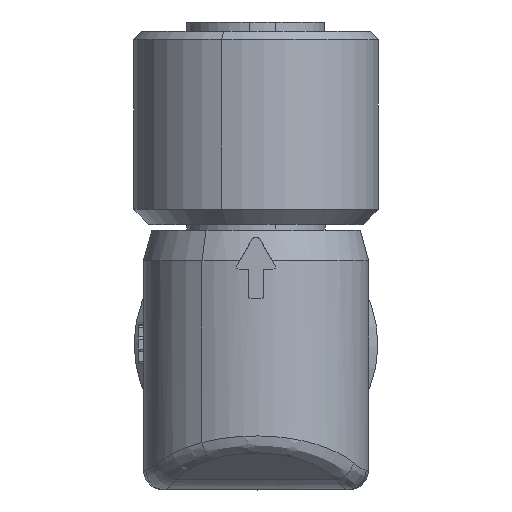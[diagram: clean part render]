
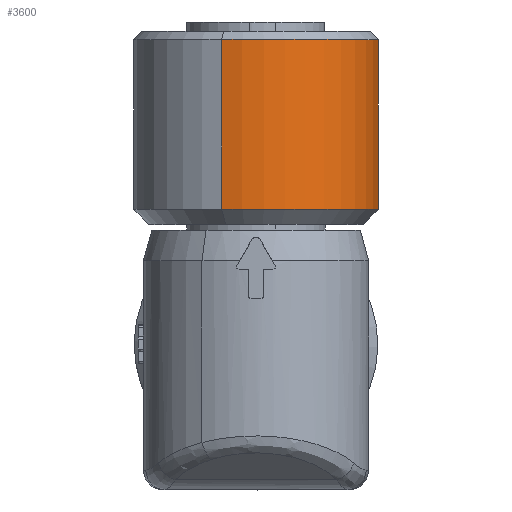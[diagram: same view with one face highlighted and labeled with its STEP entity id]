
A CAD part, top view. The second image highlights one B-rep face of the part: STEP entity #3600.
In plain terms, the highlighted cylindrical face has radius 5 mm (diameter 10 mm), a partial arc.
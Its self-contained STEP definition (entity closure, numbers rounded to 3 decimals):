
#3263=AXIS2_PLACEMENT_3D('Circle Axis2P3D',#3261,#3262,$) ;
#3545=AXIS2_PLACEMENT_3D('Circle Axis2P3D',#3543,#3544,$) ;
#3582=AXIS2_PLACEMENT_3D('Cylinder Axis2P3D',#3579,#3580,#3581) ;
#3261=CARTESIAN_POINT('Axis2P3D Location',(5.,11.447,160.1)) ;
#3265=CARTESIAN_POINT('Vertex',(3.592,11.447,164.898)) ;
#3267=CARTESIAN_POINT('Vertex',(6.408,11.447,155.302)) ;
#3540=CARTESIAN_POINT('Vertex',(3.592,18.384,164.898)) ;
#3543=CARTESIAN_POINT('Axis2P3D Location',(5.,18.384,160.1)) ;
#3547=CARTESIAN_POINT('Vertex',(6.408,18.384,155.302)) ;
#3579=CARTESIAN_POINT('Axis2P3D Location',(5.,14.775,160.1)) ;
#3584=CARTESIAN_POINT('Line Origine',(3.592,14.915,164.898)) ;
#3589=CARTESIAN_POINT('Line Origine',(6.408,14.915,155.302)) ;
#3262=DIRECTION('Axis2P3D Direction',(0.,1.,0.)) ;
#3544=DIRECTION('Axis2P3D Direction',(0.,-1.,0.)) ;
#3580=DIRECTION('Axis2P3D Direction',(0.,1.,0.)) ;
#3581=DIRECTION('Axis2P3D XDirection',(-0.282,0.,0.96)) ;
#3585=DIRECTION('Vector Direction',(0.,1.,0.)) ;
#3590=DIRECTION('Vector Direction',(0.,1.,0.)) ;
#3586=VECTOR('Line Direction',#3585,1.) ;
#3591=VECTOR('Line Direction',#3590,1.) ;
#3595=ORIENTED_EDGE('',*,*,#3549,.F.) ;
#3596=ORIENTED_EDGE('',*,*,#3588,.T.) ;
#3597=ORIENTED_EDGE('',*,*,#3269,.T.) ;
#3598=ORIENTED_EDGE('',*,*,#3593,.F.) ;
#3600=ADVANCED_FACE('Hauptkoerper',(#3599),#3583,.T.) ;
#3264=CIRCLE('generated circle',#3263,5.) ;
#3546=CIRCLE('generated circle',#3545,5.) ;
#3583=CYLINDRICAL_SURFACE('generated cylinder',#3582,5.) ;
#3269=EDGE_CURVE('',#3266,#3268,#3264,.T.) ;
#3549=EDGE_CURVE('',#3541,#3548,#3546,.F.) ;
#3588=EDGE_CURVE('',#3541,#3266,#3587,.F.) ;
#3593=EDGE_CURVE('',#3548,#3268,#3592,.F.) ;
#3594=EDGE_LOOP('',(#3595,#3596,#3597,#3598)) ;
#3599=FACE_OUTER_BOUND('',#3594,.T.) ;
#3587=LINE('Line',#3584,#3586) ;
#3592=LINE('Line',#3589,#3591) ;
#3266=VERTEX_POINT('',#3265) ;
#3268=VERTEX_POINT('',#3267) ;
#3541=VERTEX_POINT('',#3540) ;
#3548=VERTEX_POINT('',#3547) ;
